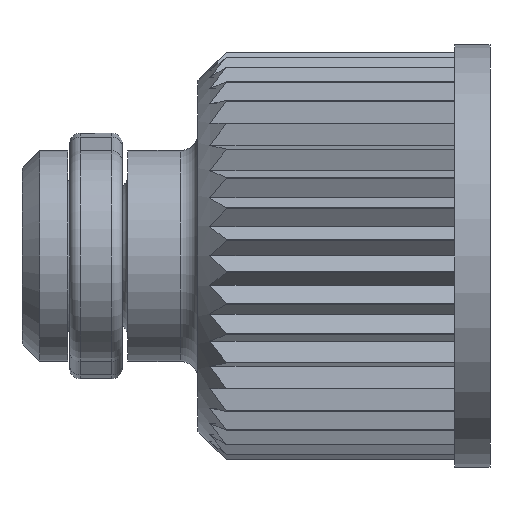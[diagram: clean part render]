
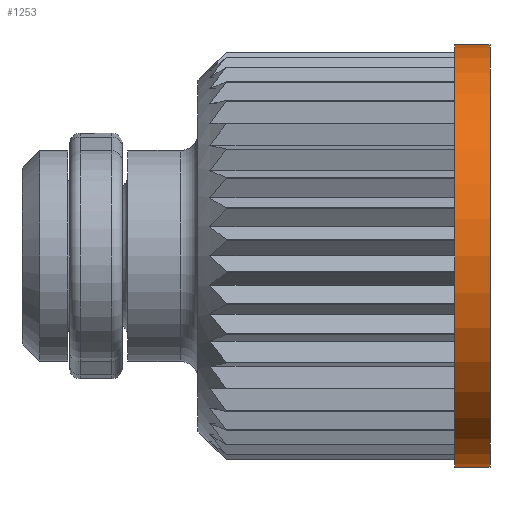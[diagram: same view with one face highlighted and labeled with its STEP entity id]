
A CAD part, front view. The second image highlights one B-rep face of the part: STEP entity #1253.
In plain terms, the highlighted cylindrical face has radius 6 mm (diameter 12 mm), a full revolution.
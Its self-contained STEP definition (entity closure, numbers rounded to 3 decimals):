
#1102=CYLINDRICAL_SURFACE('',#3737,6.);
#1253=ADVANCED_FACE('',(#1418,#1419),#1102,.T.);
#1418=FACE_BOUND('',#1586,.T.);
#1419=FACE_BOUND('',#1587,.T.);
#1586=EDGE_LOOP('',(#2390));
#1587=EDGE_LOOP('',(#2391));
#2390=ORIENTED_EDGE('',*,*,#3269,.F.);
#2391=ORIENTED_EDGE('',*,*,#3267,.T.);
#2836=VERTEX_POINT('',#5734);
#2838=VERTEX_POINT('',#5739);
#3267=EDGE_CURVE('',#2836,#2836,#3454,.T.);
#3269=EDGE_CURVE('',#2838,#2838,#3456,.T.);
#3454=CIRCLE('',#3732,6.);
#3456=CIRCLE('',#3735,6.);
#3732=AXIS2_PLACEMENT_3D('',#5733,#4478,#4479);
#3735=AXIS2_PLACEMENT_3D('',#5738,#4484,#4485);
#3737=AXIS2_PLACEMENT_3D('',#5741,#4488,#4489);
#4478=DIRECTION('',(1.,0.,0.));
#4479=DIRECTION('',(0.,0.,-1.));
#4484=DIRECTION('',(1.,0.,0.));
#4485=DIRECTION('',(0.,0.,-1.));
#4488=DIRECTION('',(1.,0.,0.));
#4489=DIRECTION('',(0.,0.,-1.));
#5733=CARTESIAN_POINT('',(12.3,0.,0.));
#5734=CARTESIAN_POINT('',(12.3,0.,-6.));
#5738=CARTESIAN_POINT('',(13.3,0.,0.));
#5739=CARTESIAN_POINT('',(13.3,0.,-6.));
#5741=CARTESIAN_POINT('',(12.3,0.,0.));
